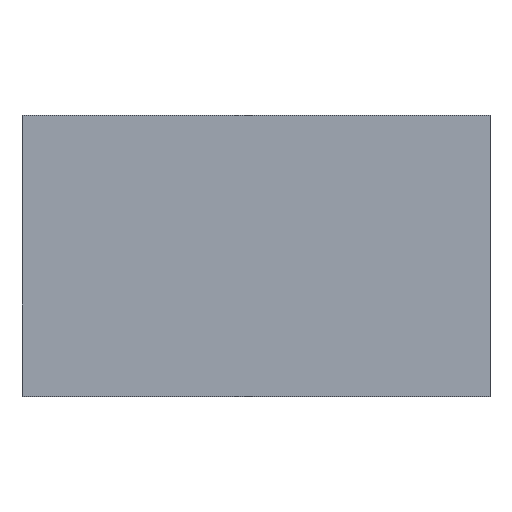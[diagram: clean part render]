
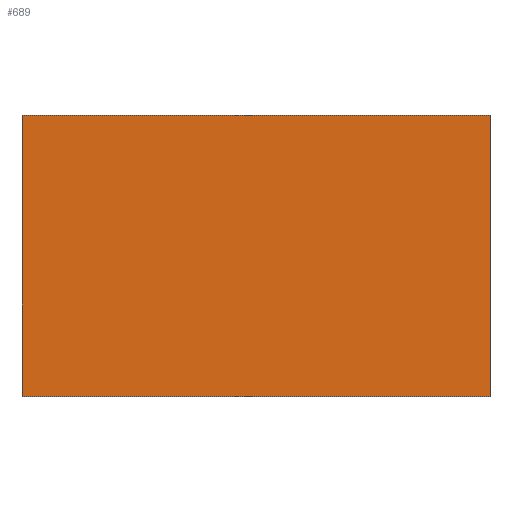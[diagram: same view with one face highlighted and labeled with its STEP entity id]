
A CAD part, top view. The second image highlights one B-rep face of the part: STEP entity #689.
In plain terms, the highlighted planar face has unit normal (0, 0, 1).
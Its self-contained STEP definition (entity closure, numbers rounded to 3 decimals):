
#564 = CARTESIAN_POINT ( 'NONE',  ( 0.5, 0.3, 0.36 ) ) ;
#565 = VERTEX_POINT ( 'NONE', #564 ) ;
#572 = CARTESIAN_POINT ( 'NONE',  ( 0.5, -0.3, 0.36 ) ) ;
#573 = VERTEX_POINT ( 'NONE', #572 ) ;
#574 = CARTESIAN_POINT ( 'NONE',  ( 0.5, -0.3, 0.36 ) ) ;
#575 = DIRECTION ( 'NONE',  ( 0., 1., 0. ) ) ;
#576 = VECTOR ( 'NONE', #575, 1000. ) ;
#577 = LINE ( 'NONE', #574, #576 ) ;
#578 = EDGE_CURVE ( 'NONE', #573, #565, #577, .T. ) ;
#602 = CARTESIAN_POINT ( 'NONE',  ( -0.5, 0.3, 0.36 ) ) ;
#603 = VERTEX_POINT ( 'NONE', #602 ) ;
#610 = CARTESIAN_POINT ( 'NONE',  ( -0.5, 0.3, 0.36 ) ) ;
#611 = DIRECTION ( 'NONE',  ( -1., 0., 0. ) ) ;
#612 = VECTOR ( 'NONE', #611, 1000. ) ;
#613 = LINE ( 'NONE', #610, #612 ) ;
#614 = EDGE_CURVE ( 'NONE', #565, #603, #613, .T. ) ;
#633 = CARTESIAN_POINT ( 'NONE',  ( -0.5, -0.3, 0.36 ) ) ;
#634 = VERTEX_POINT ( 'NONE', #633 ) ;
#641 = CARTESIAN_POINT ( 'NONE',  ( -0.5, -0.3, 0.36 ) ) ;
#642 = DIRECTION ( 'NONE',  ( 0., -1., 0. ) ) ;
#643 = VECTOR ( 'NONE', #642, 1000. ) ;
#644 = LINE ( 'NONE', #641, #643 ) ;
#645 = EDGE_CURVE ( 'NONE', #603, #634, #644, .T. ) ;
#663 = CARTESIAN_POINT ( 'NONE',  ( -0.5, -0.3, 0.36 ) ) ;
#664 = DIRECTION ( 'NONE',  ( 1., 0., 0. ) ) ;
#665 = VECTOR ( 'NONE', #664, 1000. ) ;
#666 = LINE ( 'NONE', #663, #665 ) ;
#667 = EDGE_CURVE ( 'NONE', #634, #573, #666, .T. ) ;
#678 = ORIENTED_EDGE ( 'NONE', *, *, #578, .T. ) ;
#679 = ORIENTED_EDGE ( 'NONE', *, *, #614, .T. ) ;
#680 = ORIENTED_EDGE ( 'NONE', *, *, #645, .T. ) ;
#681 = ORIENTED_EDGE ( 'NONE', *, *, #667, .T. ) ;
#682 = EDGE_LOOP ( 'NONE', ( #678, #679, #680, #681 ) ) ;
#683 = FACE_OUTER_BOUND ( 'NONE', #682, .T. ) ;
#684 = CARTESIAN_POINT ( 'NONE',  ( 0., 0., 0.36 ) ) ;
#685 = DIRECTION ( 'NONE',  ( 0., 0., -1. ) ) ;
#686 = DIRECTION ( 'NONE',  ( 0., 1., 0. ) ) ;
#687 = AXIS2_PLACEMENT_3D ( 'NONE', #684, #685, #686 ) ;
#688 = PLANE ( 'NONE', #687 ) ;
#689 = ADVANCED_FACE ( 'NONE', ( #683 ), #688, .F. ) ;
